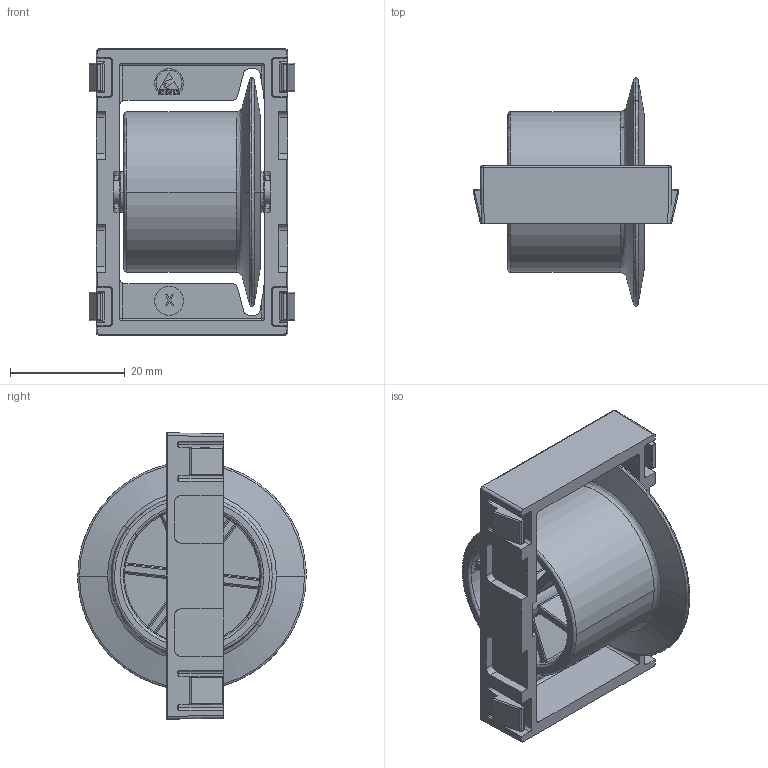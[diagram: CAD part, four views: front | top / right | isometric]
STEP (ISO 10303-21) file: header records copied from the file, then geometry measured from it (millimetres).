
FILE_DESCRIPTION (( 'STEP AP203' ), '1' );
FILE_NAME ('801205_c_1.STEP', '2023-03-16T13:24:17', ( '' ), ( '' ), 'SwSTEP 2.0', 'SolidWorks 2014', '' );
FILE_SCHEMA (( 'CONFIG_CONTROL_DESIGN' ));
Length unit declared in the file: millimetre
Products named in the file (1): 801205_c_1
Bounding box: 35.9 x 39.84 x 49.99 mm (x, y, z)
Volume: 12832.3 mm3; surface area: 14088.5 mm2
Topology: 3 solids, 3 shells, 1005 faces, 2592 edges, 1493 vertices
Faces by surface type: plane 360, bspline 338, cylinder 299, cone 8
Entity records: 35284 total; most frequent: CARTESIAN_POINT 13352, ORIENTED_EDGE 4948, DIRECTION 4115, EDGE_CURVE 2474, VERTEX_POINT 1493, AXIS2_PLACEMENT_3D 1400, LINE 1315, VECTOR 1315
